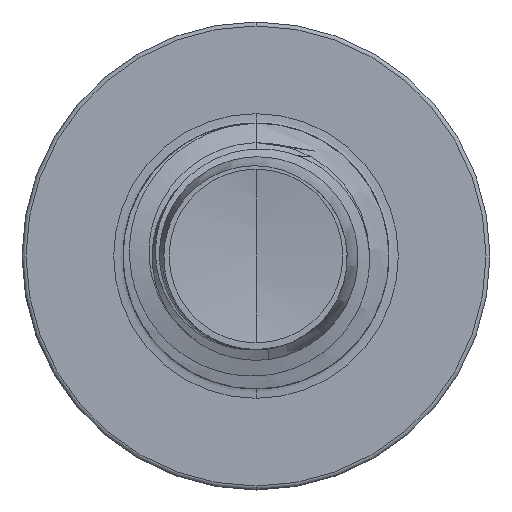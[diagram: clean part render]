
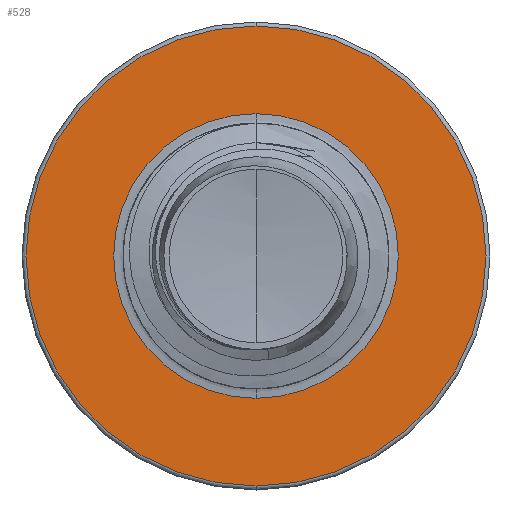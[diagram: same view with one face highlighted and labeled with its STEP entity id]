
A CAD part, front view. The second image highlights one B-rep face of the part: STEP entity #528.
In plain terms, the highlighted planar face has unit normal (0, -1, 0).
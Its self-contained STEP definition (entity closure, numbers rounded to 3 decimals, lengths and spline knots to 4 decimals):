
#528 = ADVANCED_FACE ( 'NONE', ( #43871, #19181 ), #5350, .F. ) ;
#2158 = VERTEX_POINT ( 'NONE', #18576 ) ;
#2187 = CARTESIAN_POINT ( 'NONE',  ( 0., 35., -4.325 ) ) ;
#2719 = CARTESIAN_POINT ( 'NONE',  ( 0., 35., 4.325 ) ) ;
#3518 = CARTESIAN_POINT ( 'NONE',  ( 0., 35., 2.6768 ) ) ;
#5350 = PLANE ( 'NONE',  #5428 ) ;
#5428 = AXIS2_PLACEMENT_3D ( 'NONE', #61413, #14164, #18417 ) ;
#8809 = CARTESIAN_POINT ( 'NONE',  ( 0., 35., 0. ) ) ;
#11051 = EDGE_CURVE ( 'NONE', #49597, #2158, #48411, .T. ) ;
#12302 = CARTESIAN_POINT ( 'NONE',  ( 0., 35., 0. ) ) ;
#13786 = DIRECTION ( 'NONE',  ( 0., 0., 1. ) ) ;
#14096 = ORIENTED_EDGE ( 'NONE', *, *, #26438, .F. ) ;
#14164 = DIRECTION ( 'NONE',  ( 0., 1., 0. ) ) ;
#14179 = AXIS2_PLACEMENT_3D ( 'NONE', #51857, #22319, #56809 ) ;
#14454 = EDGE_LOOP ( 'NONE', ( #14096, #18730 ) ) ;
#16089 = ORIENTED_EDGE ( 'NONE', *, *, #11051, .T. ) ;
#16828 = EDGE_CURVE ( 'NONE', #60928, #47461, #43689, .T. ) ;
#17300 = DIRECTION ( 'NONE',  ( 0., 0., 1. ) ) ;
#18417 = DIRECTION ( 'NONE',  ( 0., 0., 1. ) ) ;
#18576 = CARTESIAN_POINT ( 'NONE',  ( 0., 35., -2.6768 ) ) ;
#18730 = ORIENTED_EDGE ( 'NONE', *, *, #16828, .F. ) ;
#19181 = FACE_BOUND ( 'NONE', #30017, .T. ) ;
#19571 = CIRCLE ( 'NONE', #56118, 2.6768 ) ;
#22319 = DIRECTION ( 'NONE',  ( 0., 1., 0. ) ) ;
#25869 = AXIS2_PLACEMENT_3D ( 'NONE', #29635, #64157, #34558 ) ;
#26438 = EDGE_CURVE ( 'NONE', #47461, #60928, #61373, .T. ) ;
#29635 = CARTESIAN_POINT ( 'NONE',  ( 0., 35., 0. ) ) ;
#30017 = EDGE_LOOP ( 'NONE', ( #16089, #44365 ) ) ;
#34558 = DIRECTION ( 'NONE',  ( 0., 0., 1. ) ) ;
#34566 = AXIS2_PLACEMENT_3D ( 'NONE', #8809, #43391, #13786 ) ;
#34726 = EDGE_CURVE ( 'NONE', #2158, #49597, #19571, .T. ) ;
#43391 = DIRECTION ( 'NONE',  ( 0., 1., 0. ) ) ;
#43689 = CIRCLE ( 'NONE', #14179, 4.325 ) ;
#43871 = FACE_OUTER_BOUND ( 'NONE', #14454, .T. ) ;
#44365 = ORIENTED_EDGE ( 'NONE', *, *, #34726, .T. ) ;
#46870 = DIRECTION ( 'NONE',  ( 0., 1., 0. ) ) ;
#47461 = VERTEX_POINT ( 'NONE', #2719 ) ;
#48411 = CIRCLE ( 'NONE', #25869, 2.6768 ) ;
#49597 = VERTEX_POINT ( 'NONE', #3518 ) ;
#51857 = CARTESIAN_POINT ( 'NONE',  ( 0., 35., 0. ) ) ;
#56118 = AXIS2_PLACEMENT_3D ( 'NONE', #12302, #46870, #17300 ) ;
#56809 = DIRECTION ( 'NONE',  ( 0., 0., 1. ) ) ;
#60928 = VERTEX_POINT ( 'NONE', #2187 ) ;
#61373 = CIRCLE ( 'NONE', #34566, 4.325 ) ;
#61413 = CARTESIAN_POINT ( 'NONE',  ( 0., 35., -2.6768 ) ) ;
#64157 = DIRECTION ( 'NONE',  ( 0., 1., 0. ) ) ;
